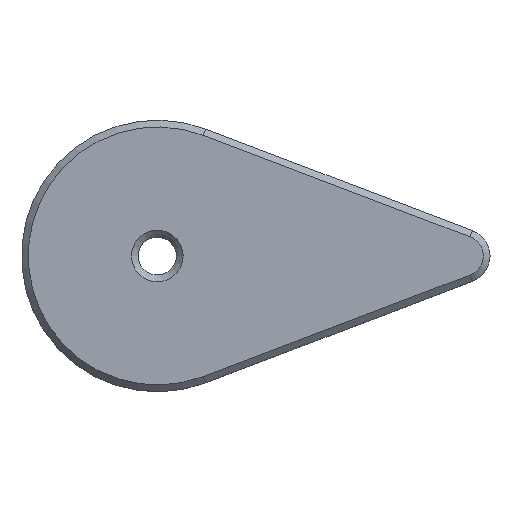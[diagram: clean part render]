
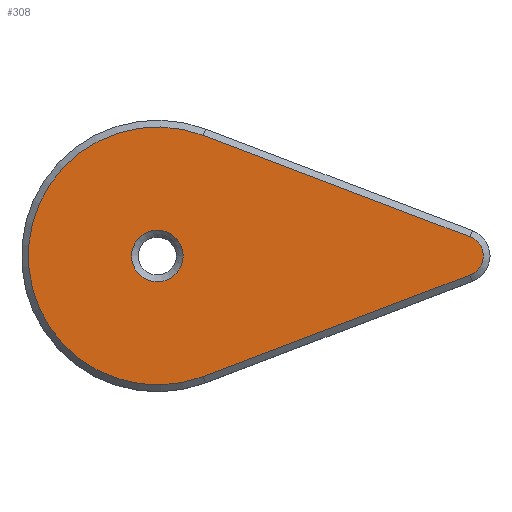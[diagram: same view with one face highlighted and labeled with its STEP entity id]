
A CAD part, top view. The second image highlights one B-rep face of the part: STEP entity #308.
In plain terms, the highlighted planar face has unit normal (0, 0, 1).
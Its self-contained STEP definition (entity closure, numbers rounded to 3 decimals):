
#127 = VERTEX_POINT('',#128);
#128 = CARTESIAN_POINT('',(46.067,-2.804,36.));
#136 = VERTEX_POINT('',#137);
#137 = CARTESIAN_POINT('',(46.067,2.804,36.));
#143 = EDGE_CURVE('',#127,#136,#144,.T.);
#144 = CIRCLE('',#145,3.);
#145 = AXIS2_PLACEMENT_3D('',#146,#147,#148);
#146 = CARTESIAN_POINT('',(45.,0.,36.));
#147 = DIRECTION('',(-0.,0.,1.));
#148 = DIRECTION('',(0.356,-0.935,0.));
#214 = VERTEX_POINT('',#215);
#215 = CARTESIAN_POINT('',(6.756,-17.758,36.));
#223 = EDGE_CURVE('',#214,#127,#224,.T.);
#224 = LINE('',#225,#226);
#225 = CARTESIAN_POINT('',(6.756,-17.758,36.));
#226 = VECTOR('',#227,1.);
#227 = DIRECTION('',(0.935,0.356,0.));
#308 = ADVANCED_FACE('',(#309,#328),#339,.T.);
#309 = FACE_BOUND('',#310,.T.);
#310 = EDGE_LOOP('',(#311,#312,#320,#327));
#311 = ORIENTED_EDGE('',*,*,#143,.T.);
#312 = ORIENTED_EDGE('',*,*,#313,.T.);
#313 = EDGE_CURVE('',#136,#314,#316,.T.);
#314 = VERTEX_POINT('',#315);
#315 = CARTESIAN_POINT('',(6.756,17.758,36.));
#316 = LINE('',#317,#318);
#317 = CARTESIAN_POINT('',(46.067,2.804,36.));
#318 = VECTOR('',#319,1.);
#319 = DIRECTION('',(-0.935,0.356,0.));
#320 = ORIENTED_EDGE('',*,*,#321,.T.);
#321 = EDGE_CURVE('',#314,#214,#322,.T.);
#322 = CIRCLE('',#323,19.);
#323 = AXIS2_PLACEMENT_3D('',#324,#325,#326);
#324 = CARTESIAN_POINT('',(0.,0.,36.));
#325 = DIRECTION('',(0.,-0.,1.));
#326 = DIRECTION('',(0.356,0.935,0.));
#327 = ORIENTED_EDGE('',*,*,#223,.T.);
#328 = FACE_BOUND('',#329,.T.);
#329 = EDGE_LOOP('',(#330));
#330 = ORIENTED_EDGE('',*,*,#331,.F.);
#331 = EDGE_CURVE('',#332,#332,#334,.T.);
#332 = VERTEX_POINT('',#333);
#333 = CARTESIAN_POINT('',(3.8,0.,36.));
#334 = CIRCLE('',#335,3.8);
#335 = AXIS2_PLACEMENT_3D('',#336,#337,#338);
#336 = CARTESIAN_POINT('',(0.,0.,36.));
#337 = DIRECTION('',(0.,0.,1.));
#338 = DIRECTION('',(1.,0.,0.));
#339 = PLANE('',#340);
#340 = AXIS2_PLACEMENT_3D('',#341,#342,#343);
#341 = CARTESIAN_POINT('',(12.705,0.,36.));
#342 = DIRECTION('',(0.,0.,1.));
#343 = DIRECTION('',(1.,0.,0.));
